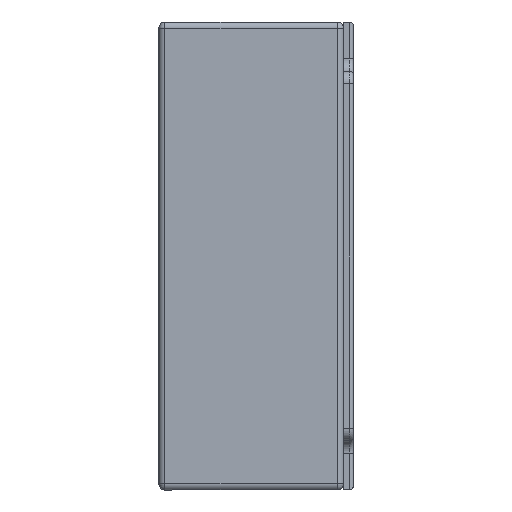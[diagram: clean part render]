
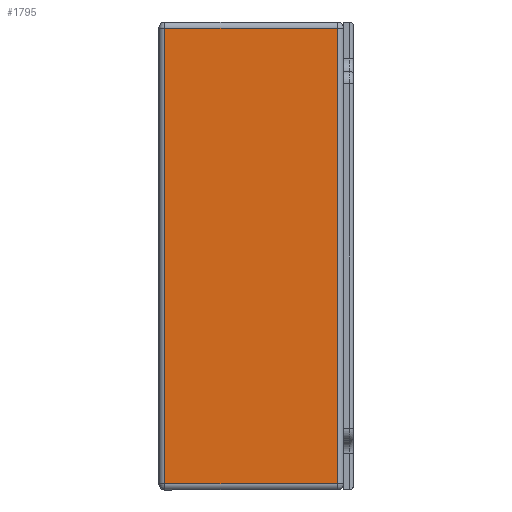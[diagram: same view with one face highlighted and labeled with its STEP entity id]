
A CAD part, left-side view. The second image highlights one B-rep face of the part: STEP entity #1795.
In plain terms, the highlighted planar face has unit normal (-1, 0, 0).
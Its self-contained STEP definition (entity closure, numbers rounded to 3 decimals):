
#110 = DIRECTION ( 'NONE',  ( 0., 0., 1. ) ) ;
#230 = ORIENTED_EDGE ( 'NONE', *, *, #257, .T. ) ;
#257 = EDGE_CURVE ( 'NONE', #6657, #4008, #5598, .T. ) ;
#359 = VERTEX_POINT ( 'NONE', #3671 ) ;
#923 = VERTEX_POINT ( 'NONE', #5964 ) ;
#935 = PLANE ( 'NONE',  #2439 ) ;
#1451 = LINE ( 'NONE', #3445, #6456 ) ;
#1795 = ADVANCED_FACE ( 'NONE', ( #2380 ), #935, .F. ) ;
#1805 = EDGE_CURVE ( 'NONE', #4008, #359, #1451, .T. ) ;
#1894 = DIRECTION ( 'NONE',  ( 0., -1., 0. ) ) ;
#1913 = CARTESIAN_POINT ( 'NONE',  ( -1.5, 0.75, 0.925 ) ) ;
#2380 = FACE_OUTER_BOUND ( 'NONE', #3537, .T. ) ;
#2439 = AXIS2_PLACEMENT_3D ( 'NONE', #5065, #4957, #1894 ) ;
#3268 = CARTESIAN_POINT ( 'NONE',  ( -1.5, 0.725, 0.925 ) ) ;
#3330 = CARTESIAN_POINT ( 'NONE',  ( -1.5, 0.75, -0.925 ) ) ;
#3445 = CARTESIAN_POINT ( 'NONE',  ( -1.5, 0.725, -0.95 ) ) ;
#3460 = ORIENTED_EDGE ( 'NONE', *, *, #6217, .T. ) ;
#3537 = EDGE_LOOP ( 'NONE', ( #3548, #3460, #230, #4047 ) ) ;
#3548 = ORIENTED_EDGE ( 'NONE', *, *, #4884, .T. ) ;
#3604 = CARTESIAN_POINT ( 'NONE',  ( -1.5, 0.025, 0.925 ) ) ;
#3671 = CARTESIAN_POINT ( 'NONE',  ( -1.5, 0.725, -0.925 ) ) ;
#4008 = VERTEX_POINT ( 'NONE', #3268 ) ;
#4047 = ORIENTED_EDGE ( 'NONE', *, *, #1805, .T. ) ;
#4546 = VECTOR ( 'NONE', #6057, 1000. ) ;
#4745 = LINE ( 'NONE', #4820, #5014 ) ;
#4820 = CARTESIAN_POINT ( 'NONE',  ( -1.5, 0.025, -0.95 ) ) ;
#4884 = EDGE_CURVE ( 'NONE', #359, #923, #5951, .T. ) ;
#4957 = DIRECTION ( 'NONE',  ( 1., 0., 0. ) ) ;
#5014 = VECTOR ( 'NONE', #110, 1000. ) ;
#5065 = CARTESIAN_POINT ( 'NONE',  ( -1.5, 0.75, -0.95 ) ) ;
#5437 = VECTOR ( 'NONE', #5633, 1000. ) ;
#5598 = LINE ( 'NONE', #1913, #5437 ) ;
#5633 = DIRECTION ( 'NONE',  ( 0., 1., 0. ) ) ;
#5951 = LINE ( 'NONE', #3330, #4546 ) ;
#5964 = CARTESIAN_POINT ( 'NONE',  ( -1.5, 0.025, -0.925 ) ) ;
#6057 = DIRECTION ( 'NONE',  ( 0., -1., 0. ) ) ;
#6217 = EDGE_CURVE ( 'NONE', #923, #6657, #4745, .T. ) ;
#6456 = VECTOR ( 'NONE', #6620, 1000. ) ;
#6620 = DIRECTION ( 'NONE',  ( 0., 0., -1. ) ) ;
#6657 = VERTEX_POINT ( 'NONE', #3604 ) ;
